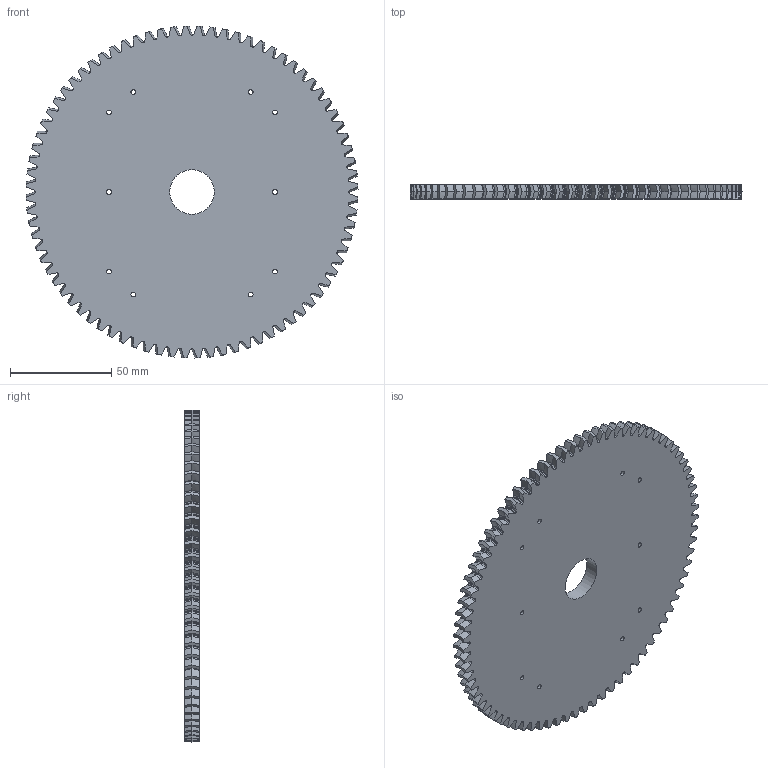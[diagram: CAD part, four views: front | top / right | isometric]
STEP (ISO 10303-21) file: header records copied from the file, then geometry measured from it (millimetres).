
FILE_DESCRIPTION(/* description */ ('STEP AP242','CAx-IF Rec.Pracs.---Representation and Presentation of Product Manufacturing Information (PMI)---4.0---2014-10-13','CAx-IF Rec.Pracs.---3D Tessellated Geometry---0.4---2014-09-14','2;1'),/* implementation_level */ '2;1');
FILE_NAME(/* name */ '676469af4adeaf7533214765',/* time_stamp */ '2024-12-19T18:45:10Z',/* author */ (''),/* organization */ (''),/* preprocessor_version */ 'ST-DEVELOPER v20',/* originating_system */ 'ONSHAPE BY PTC INC, 1.191',/* authorisation */ ' ');
FILE_SCHEMA (('AP242_MANAGED_MODEL_BASED_3D_ENGINEERING_MIM_LF { 1 0 10303 442 1 1 4 }'));
Products named in the file (1): Spur gear (80 teeth)
Bounding box: 163.97 x 7 x 163.97 mm (x, y, z)
Volume: 104893.3 mm3; surface area: 48907.3 mm2
Topology: 1 solids, 1 shells, 897 faces, 2369 edges, 1476 vertices
Faces by surface type: bspline 640, cylinder 253, plane 4
Full cylindrical faces by diameter (mm): 2.3 x10, 22 x1, 60 x1, 132 x1
Entity records: 45460 total; most frequent: CARTESIAN_POINT 29030, ORIENTED_EDGE 4692, EDGE_CURVE 2346, DIRECTION 2328, VERTEX_POINT 1466, AXIS2_PLACEMENT_3D 1164, EDGE_LOOP 934, FACE_BOUND 934
